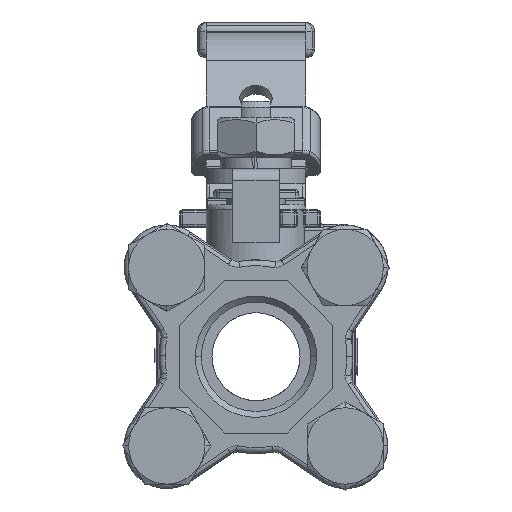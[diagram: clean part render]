
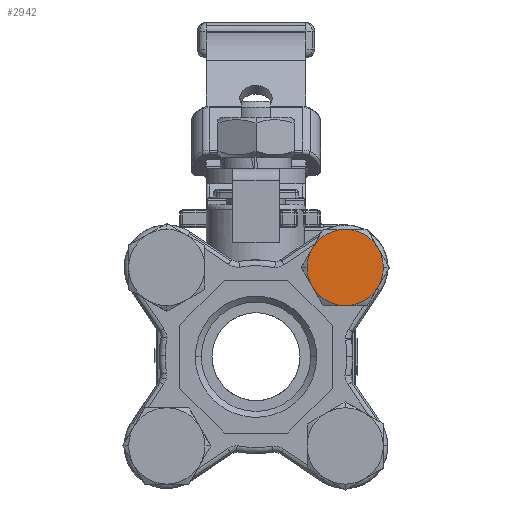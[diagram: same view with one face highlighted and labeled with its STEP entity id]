
A CAD part, left-side view. The second image highlights one B-rep face of the part: STEP entity #2942.
In plain terms, the highlighted planar face has unit normal (-1, 0, 0).
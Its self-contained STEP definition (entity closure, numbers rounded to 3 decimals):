
#2276=CARTESIAN_POINT('',(-25.48,-9.574,18.453));
#2277=VERTEX_POINT('',#2276);
#2286=CARTESIAN_POINT('',(-25.48,-15.203,21.703));
#2287=VERTEX_POINT('',#2286);
#2288=CARTESIAN_POINT('',(-25.48,-15.203,15.203));
#2289=DIRECTION('',(-1.,0.,0.));
#2290=DIRECTION('',(0.,1.,0.));
#2291=AXIS2_PLACEMENT_3D('',#2288,#2289,#2290);
#2292=CIRCLE('',#2291,6.5);
#2293=EDGE_CURVE('',#2287,#2277,#2292,.T.);
#2311=CARTESIAN_POINT('',(-25.48,-20.832,18.453));
#2312=VERTEX_POINT('',#2311);
#2325=CARTESIAN_POINT('',(-25.48,-15.203,15.203));
#2326=DIRECTION('',(-1.,0.,0.));
#2327=DIRECTION('',(0.,1.,0.));
#2328=AXIS2_PLACEMENT_3D('',#2325,#2326,#2327);
#2329=CIRCLE('',#2328,6.5);
#2330=EDGE_CURVE('',#2312,#2287,#2329,.T.);
#2342=CARTESIAN_POINT('',(-25.48,-8.703,15.203));
#2343=VERTEX_POINT('',#2342);
#2350=CARTESIAN_POINT('',(-25.48,-9.574,18.453));
#2351=CARTESIAN_POINT('',(-25.48,-9.432,18.207));
#2352=CARTESIAN_POINT('',(-25.48,-9.306,17.952));
#2353=CARTESIAN_POINT('',(-25.48,-9.198,17.69));
#2354=CARTESIAN_POINT('',(-25.48,-9.089,17.428));
#2355=CARTESIAN_POINT('',(-25.48,-8.998,17.159));
#2356=CARTESIAN_POINT('',(-25.48,-8.924,16.885));
#2357=CARTESIAN_POINT('',(-25.48,-8.851,16.611));
#2358=CARTESIAN_POINT('',(-25.48,-8.795,16.332));
#2359=CARTESIAN_POINT('',(-25.48,-8.758,16.051));
#2360=CARTESIAN_POINT('',(-25.48,-8.721,15.77));
#2361=CARTESIAN_POINT('',(-25.48,-8.703,15.486));
#2362=CARTESIAN_POINT('',(-25.48,-8.703,15.203));
#2363=CARTESIAN_POINT('',(-25.48,-8.703,14.919));
#2364=CARTESIAN_POINT('',(-25.48,-8.721,14.636));
#2365=CARTESIAN_POINT('',(-25.48,-8.758,14.354));
#2366=CARTESIAN_POINT('',(-25.48,-8.795,14.073));
#2367=CARTESIAN_POINT('',(-25.48,-8.851,13.794));
#2368=CARTESIAN_POINT('',(-25.48,-8.924,13.52));
#2369=CARTESIAN_POINT('',(-25.48,-8.998,13.247));
#2370=CARTESIAN_POINT('',(-25.48,-9.089,12.977));
#2371=CARTESIAN_POINT('',(-25.48,-9.198,12.715));
#2372=CARTESIAN_POINT('',(-25.48,-9.306,12.453));
#2373=CARTESIAN_POINT('',(-25.48,-9.432,12.198));
#2374=CARTESIAN_POINT('',(-25.48,-9.574,11.953));
#2375=B_SPLINE_CURVE_WITH_KNOTS('',3,(#2350,#2351,#2352,#2353,#2354,#2355,#2356,#2357,#2358,#2359,#2360,#2361,#2362,#2363,#2364,#2365,#2366,#2367,#2368,#2369,#2370,#2371,#2372,#2373,#2374),.UNSPECIFIED.,.F.,.F.,(4,3,3,3,3,3,3,3,4),(330.,337.5,345.,352.5,360.,367.5,375.,382.5,390.),.UNSPECIFIED.);
#2376=EDGE_CURVE('',#2277,#2343,#2375,.T.);
#2394=CARTESIAN_POINT('',(-25.48,-21.703,15.203));
#2395=VERTEX_POINT('',#2394);
#2402=CARTESIAN_POINT('',(-25.48,-20.832,11.953));
#2403=VERTEX_POINT('',#2402);
#2404=CARTESIAN_POINT('',(-25.48,-20.832,11.953));
#2405=CARTESIAN_POINT('',(-25.48,-20.974,12.198));
#2406=CARTESIAN_POINT('',(-25.48,-21.099,12.453));
#2407=CARTESIAN_POINT('',(-25.48,-21.208,12.715));
#2408=CARTESIAN_POINT('',(-25.48,-21.317,12.977));
#2409=CARTESIAN_POINT('',(-25.48,-21.408,13.247));
#2410=CARTESIAN_POINT('',(-25.48,-21.481,13.52));
#2411=CARTESIAN_POINT('',(-25.48,-21.555,13.794));
#2412=CARTESIAN_POINT('',(-25.48,-21.61,14.073));
#2413=CARTESIAN_POINT('',(-25.48,-21.647,14.354));
#2414=CARTESIAN_POINT('',(-25.48,-21.684,14.636));
#2415=CARTESIAN_POINT('',(-25.48,-21.703,14.919));
#2416=CARTESIAN_POINT('',(-25.48,-21.703,15.203));
#2417=CARTESIAN_POINT('',(-25.48,-21.703,15.486));
#2418=CARTESIAN_POINT('',(-25.48,-21.684,15.77));
#2419=CARTESIAN_POINT('',(-25.48,-21.647,16.051));
#2420=CARTESIAN_POINT('',(-25.48,-21.61,16.332));
#2421=CARTESIAN_POINT('',(-25.48,-21.555,16.611));
#2422=CARTESIAN_POINT('',(-25.48,-21.481,16.885));
#2423=CARTESIAN_POINT('',(-25.48,-21.408,17.159));
#2424=CARTESIAN_POINT('',(-25.48,-21.317,17.428));
#2425=CARTESIAN_POINT('',(-25.48,-21.208,17.69));
#2426=CARTESIAN_POINT('',(-25.48,-21.099,17.952));
#2427=CARTESIAN_POINT('',(-25.48,-20.974,18.207));
#2428=CARTESIAN_POINT('',(-25.48,-20.832,18.453));
#2429=B_SPLINE_CURVE_WITH_KNOTS('',3,(#2404,#2405,#2406,#2407,#2408,#2409,#2410,#2411,#2412,#2413,#2414,#2415,#2416,#2417,#2418,#2419,#2420,#2421,#2422,#2423,#2424,#2425,#2426,#2427,#2428),.UNSPECIFIED.,.F.,.F.,(4,3,3,3,3,3,3,3,4),(150.,157.5,165.,172.5,180.,187.5,195.,202.5,210.),.UNSPECIFIED.);
#2430=EDGE_CURVE('',#2403,#2395,#2429,.T.);
#2446=CARTESIAN_POINT('',(-25.48,-15.203,8.703));
#2447=VERTEX_POINT('',#2446);
#2456=CARTESIAN_POINT('',(-25.48,-9.574,11.953));
#2457=VERTEX_POINT('',#2456);
#2458=CARTESIAN_POINT('',(-25.48,-15.203,15.203));
#2459=DIRECTION('',(-1.,0.,0.));
#2460=DIRECTION('',(0.,1.,0.));
#2461=AXIS2_PLACEMENT_3D('',#2458,#2459,#2460);
#2462=CIRCLE('',#2461,6.5);
#2463=EDGE_CURVE('',#2457,#2447,#2462,.T.);
#2493=CARTESIAN_POINT('',(-25.48,-15.203,15.203));
#2494=DIRECTION('',(-1.,0.,0.));
#2495=DIRECTION('',(0.,1.,0.));
#2496=AXIS2_PLACEMENT_3D('',#2493,#2494,#2495);
#2497=CIRCLE('',#2496,6.5);
#2498=EDGE_CURVE('',#2447,#2403,#2497,.T.);
#2873=CARTESIAN_POINT('',(-25.48,-15.203,15.203));
#2874=DIRECTION('',(1.,-0.,-0.));
#2875=DIRECTION('',(-0.,0.,-1.));
#2876=AXIS2_PLACEMENT_3D('',#2873,#2874,#2875);
#2877=PLANE('',#2876);
#2878=ORIENTED_EDGE('',*,*,#2293,.T.);
#2879=ORIENTED_EDGE('',*,*,#2376,.T.);
#2880=CARTESIAN_POINT('',(-25.48,-9.574,18.453));
#2881=CARTESIAN_POINT('',(-25.48,-9.432,18.207));
#2882=CARTESIAN_POINT('',(-25.48,-9.306,17.952));
#2883=CARTESIAN_POINT('',(-25.48,-9.198,17.69));
#2884=CARTESIAN_POINT('',(-25.48,-9.089,17.428));
#2885=CARTESIAN_POINT('',(-25.48,-8.998,17.159));
#2886=CARTESIAN_POINT('',(-25.48,-8.924,16.885));
#2887=CARTESIAN_POINT('',(-25.48,-8.851,16.611));
#2888=CARTESIAN_POINT('',(-25.48,-8.795,16.332));
#2889=CARTESIAN_POINT('',(-25.48,-8.758,16.051));
#2890=CARTESIAN_POINT('',(-25.48,-8.721,15.77));
#2891=CARTESIAN_POINT('',(-25.48,-8.703,15.486));
#2892=CARTESIAN_POINT('',(-25.48,-8.703,15.203));
#2893=CARTESIAN_POINT('',(-25.48,-8.703,14.919));
#2894=CARTESIAN_POINT('',(-25.48,-8.721,14.636));
#2895=CARTESIAN_POINT('',(-25.48,-8.758,14.354));
#2896=CARTESIAN_POINT('',(-25.48,-8.795,14.073));
#2897=CARTESIAN_POINT('',(-25.48,-8.851,13.794));
#2898=CARTESIAN_POINT('',(-25.48,-8.924,13.52));
#2899=CARTESIAN_POINT('',(-25.48,-8.998,13.247));
#2900=CARTESIAN_POINT('',(-25.48,-9.089,12.977));
#2901=CARTESIAN_POINT('',(-25.48,-9.198,12.715));
#2902=CARTESIAN_POINT('',(-25.48,-9.306,12.453));
#2903=CARTESIAN_POINT('',(-25.48,-9.432,12.198));
#2904=CARTESIAN_POINT('',(-25.48,-9.574,11.953));
#2905=B_SPLINE_CURVE_WITH_KNOTS('',3,(#2880,#2881,#2882,#2883,#2884,#2885,#2886,#2887,#2888,#2889,#2890,#2891,#2892,#2893,#2894,#2895,#2896,#2897,#2898,#2899,#2900,#2901,#2902,#2903,#2904),.UNSPECIFIED.,.F.,.F.,(4,3,3,3,3,3,3,3,4),(330.,337.5,345.,352.5,360.,367.5,375.,382.5,390.),.UNSPECIFIED.);
#2906=EDGE_CURVE('',#2343,#2457,#2905,.T.);
#2907=ORIENTED_EDGE('',*,*,#2906,.T.);
#2908=ORIENTED_EDGE('',*,*,#2463,.T.);
#2909=ORIENTED_EDGE('',*,*,#2498,.T.);
#2910=ORIENTED_EDGE('',*,*,#2430,.T.);
#2911=CARTESIAN_POINT('',(-25.48,-20.832,11.953));
#2912=CARTESIAN_POINT('',(-25.48,-20.974,12.198));
#2913=CARTESIAN_POINT('',(-25.48,-21.099,12.453));
#2914=CARTESIAN_POINT('',(-25.48,-21.208,12.715));
#2915=CARTESIAN_POINT('',(-25.48,-21.317,12.977));
#2916=CARTESIAN_POINT('',(-25.48,-21.408,13.247));
#2917=CARTESIAN_POINT('',(-25.48,-21.481,13.52));
#2918=CARTESIAN_POINT('',(-25.48,-21.555,13.794));
#2919=CARTESIAN_POINT('',(-25.48,-21.61,14.073));
#2920=CARTESIAN_POINT('',(-25.48,-21.647,14.354));
#2921=CARTESIAN_POINT('',(-25.48,-21.684,14.636));
#2922=CARTESIAN_POINT('',(-25.48,-21.703,14.919));
#2923=CARTESIAN_POINT('',(-25.48,-21.703,15.203));
#2924=CARTESIAN_POINT('',(-25.48,-21.703,15.486));
#2925=CARTESIAN_POINT('',(-25.48,-21.684,15.77));
#2926=CARTESIAN_POINT('',(-25.48,-21.647,16.051));
#2927=CARTESIAN_POINT('',(-25.48,-21.61,16.332));
#2928=CARTESIAN_POINT('',(-25.48,-21.555,16.611));
#2929=CARTESIAN_POINT('',(-25.48,-21.481,16.885));
#2930=CARTESIAN_POINT('',(-25.48,-21.408,17.159));
#2931=CARTESIAN_POINT('',(-25.48,-21.317,17.428));
#2932=CARTESIAN_POINT('',(-25.48,-21.208,17.69));
#2933=CARTESIAN_POINT('',(-25.48,-21.099,17.952));
#2934=CARTESIAN_POINT('',(-25.48,-20.974,18.207));
#2935=CARTESIAN_POINT('',(-25.48,-20.832,18.453));
#2936=B_SPLINE_CURVE_WITH_KNOTS('',3,(#2911,#2912,#2913,#2914,#2915,#2916,#2917,#2918,#2919,#2920,#2921,#2922,#2923,#2924,#2925,#2926,#2927,#2928,#2929,#2930,#2931,#2932,#2933,#2934,#2935),.UNSPECIFIED.,.F.,.F.,(4,3,3,3,3,3,3,3,4),(150.,157.5,165.,172.5,180.,187.5,195.,202.5,210.),.UNSPECIFIED.);
#2937=EDGE_CURVE('',#2395,#2312,#2936,.T.);
#2938=ORIENTED_EDGE('',*,*,#2937,.T.);
#2939=ORIENTED_EDGE('',*,*,#2330,.T.);
#2940=EDGE_LOOP('',(#2878,#2879,#2907,#2908,#2909,#2910,#2938,#2939));
#2941=FACE_BOUND('',#2940,.T.);
#2942=ADVANCED_FACE('',(#2941),#2877,.F.);
